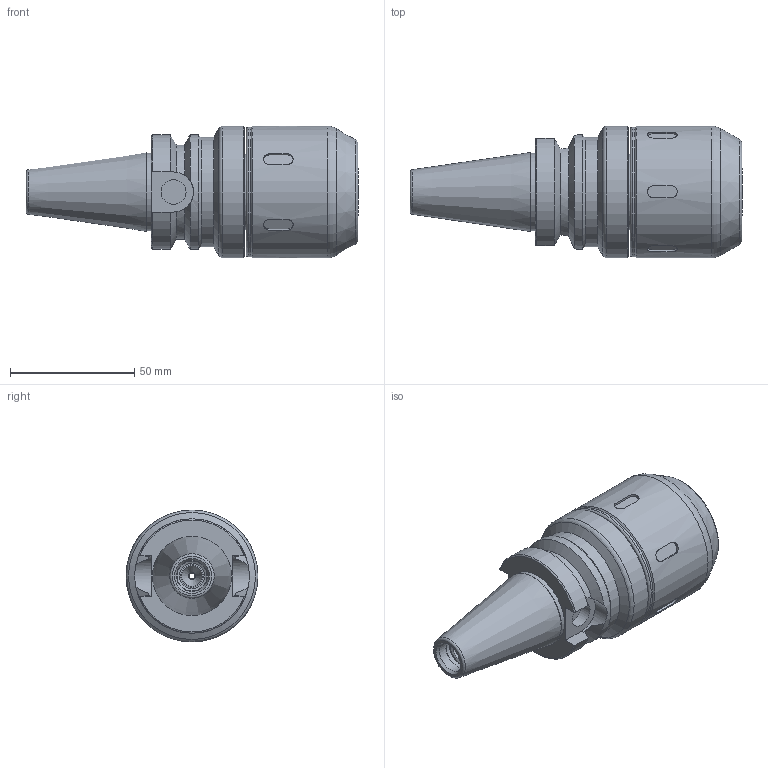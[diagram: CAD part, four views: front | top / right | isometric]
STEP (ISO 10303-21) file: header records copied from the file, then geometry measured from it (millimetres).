
FILE_DESCRIPTION(/* description */ (''),/* implementation_level */ '2;1');
FILE_NAME(/* name */ '3100411-BT30HPMC075335.stp',/* time_stamp */ '2018-10-23T15:27:44+09:00',/* author */ ('imec'),/* organization */ (''),/* preprocessor_version */ 'ST-DEVELOPER v16.5',/* originating_system */ 'Autodesk Inventor LT',/* authorisation */ '');
FILE_SCHEMA (('CONFIG_CONTROL_DESIGN'));
Length unit declared in the file: millimetre
Products named in the file (1): 3100411-BT30HPMC075335
Bounding box: 133.4 x 53 x 53 mm (x, y, z)
Volume: 154922.3 mm3; surface area: 32364.1 mm2
Topology: 2 solids, 2 shells, 131 faces, 288 edges, 183 vertices
Faces by surface type: plane 62, cylinder 41, cone 18, torus 10
Full cylindrical faces by diameter (mm): 2.25 x1, 5.25 x1, 8.25 x1, 9 x1, 10 x1, 10.2 x1, 12 x1, 12.5 x1, 13 x1, 19.05 x4, 20 x1, 24 x1, 31.34 x1, 39.7 x1, 44 x1, 46 x1, 46.7 x1, 52 x1, 53 x2
Entity records: 3597 total; most frequent: CARTESIAN_POINT 854, DIRECTION 562, ORIENTED_EDGE 484, EDGE_CURVE 242, AXIS2_PLACEMENT_3D 230, EDGE_LOOP 202, VERTEX_POINT 182, FACE_OUTER_BOUND 131
